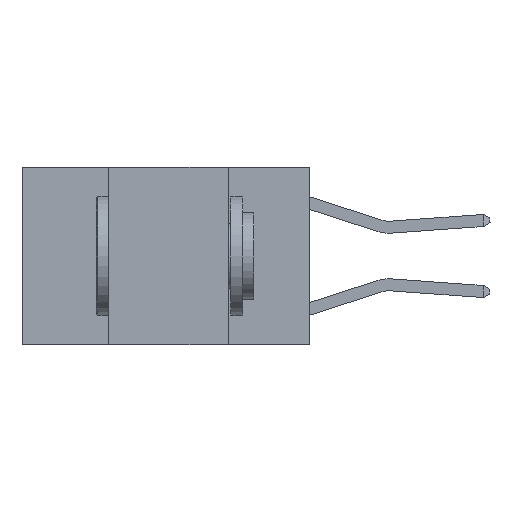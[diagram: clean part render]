
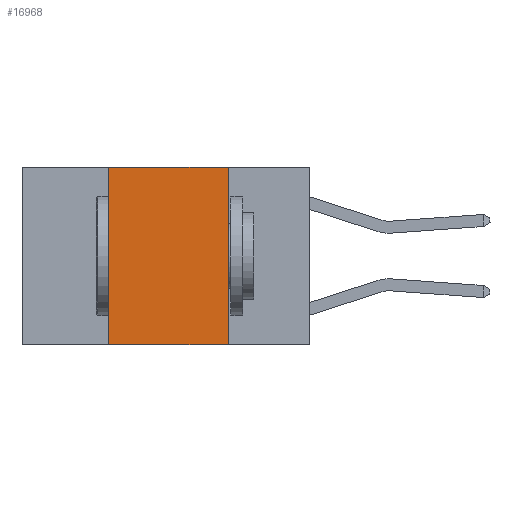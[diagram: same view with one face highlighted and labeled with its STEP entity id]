
A CAD part, left-side view. The second image highlights one B-rep face of the part: STEP entity #16968.
In plain terms, the highlighted planar face has unit normal (-1, 0, 0).
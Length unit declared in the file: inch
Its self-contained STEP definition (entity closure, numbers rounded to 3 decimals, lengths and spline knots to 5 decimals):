
#180 = DIRECTION ( 'NONE',  ( 0., 0., 1. ) ) ;
#566 = DIRECTION ( 'NONE',  ( 0., 0., -1. ) ) ;
#1039 = DIRECTION ( 'NONE',  ( 0., 0., -1. ) ) ;
#1641 = VERTEX_POINT ( 'NONE', #15633 ) ;
#1925 = VERTEX_POINT ( 'NONE', #17604 ) ;
#2455 = LINE ( 'NONE', #17682, #13427 ) ;
#3303 = VECTOR ( 'NONE', #12124, 39.37008 ) ;
#3827 = CARTESIAN_POINT ( 'NONE',  ( 0., 0.6, 0. ) ) ;
#5037 = EDGE_CURVE ( 'NONE', #5969, #1925, #18425, .T. ) ;
#5251 = DIRECTION ( 'NONE',  ( 0., -1., 0. ) ) ;
#5969 = VERTEX_POINT ( 'NONE', #17166 ) ;
#7057 = LINE ( 'NONE', #14901, #3303 ) ;
#7123 = FACE_OUTER_BOUND ( 'NONE', #14040, .T. ) ;
#7306 = CARTESIAN_POINT ( 'NONE',  ( 0., 0.42, 0. ) ) ;
#7925 = ORIENTED_EDGE ( 'NONE', *, *, #17453, .F. ) ;
#8167 = CARTESIAN_POINT ( 'NONE',  ( 0., 0.6, 0. ) ) ;
#8706 = CARTESIAN_POINT ( 'NONE',  ( 0., 0.42, -0.37 ) ) ;
#9599 = DIRECTION ( 'NONE',  ( 1., 0., 0. ) ) ;
#11092 = ORIENTED_EDGE ( 'NONE', *, *, #12868, .F. ) ;
#11377 = VECTOR ( 'NONE', #5251, 39.37008 ) ;
#12012 = ORIENTED_EDGE ( 'NONE', *, *, #12382, .T. ) ;
#12124 = DIRECTION ( 'NONE',  ( 0., -1., 0. ) ) ;
#12382 = EDGE_CURVE ( 'NONE', #17908, #1641, #7057, .T. ) ;
#12466 = PLANE ( 'NONE',  #13043 ) ;
#12868 = EDGE_CURVE ( 'NONE', #17908, #5969, #17964, .T. ) ;
#13043 = AXIS2_PLACEMENT_3D ( 'NONE', #8167, #9599, #1039 ) ;
#13427 = VECTOR ( 'NONE', #566, 39.37008 ) ;
#14040 = EDGE_LOOP ( 'NONE', ( #7925, #15954, #11092, #12012 ) ) ;
#14901 = CARTESIAN_POINT ( 'NONE',  ( 0., 0.6, -0.37 ) ) ;
#15633 = CARTESIAN_POINT ( 'NONE',  ( 0., 0.17, -0.37 ) ) ;
#15954 = ORIENTED_EDGE ( 'NONE', *, *, #5037, .F. ) ;
#16968 = ADVANCED_FACE ( 'NONE', ( #7123 ), #12466, .F. ) ;
#17166 = CARTESIAN_POINT ( 'NONE',  ( 0., 0.42, 0. ) ) ;
#17453 = EDGE_CURVE ( 'NONE', #1925, #1641, #2455, .T. ) ;
#17537 = VECTOR ( 'NONE', #180, 39.37008 ) ;
#17604 = CARTESIAN_POINT ( 'NONE',  ( 0., 0.17, 0. ) ) ;
#17682 = CARTESIAN_POINT ( 'NONE',  ( 0., 0.17, 0. ) ) ;
#17908 = VERTEX_POINT ( 'NONE', #8706 ) ;
#17964 = LINE ( 'NONE', #7306, #17537 ) ;
#18425 = LINE ( 'NONE', #3827, #11377 ) ;
